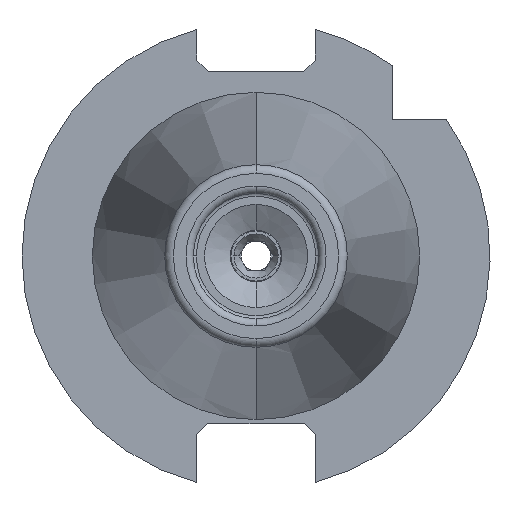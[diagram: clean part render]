
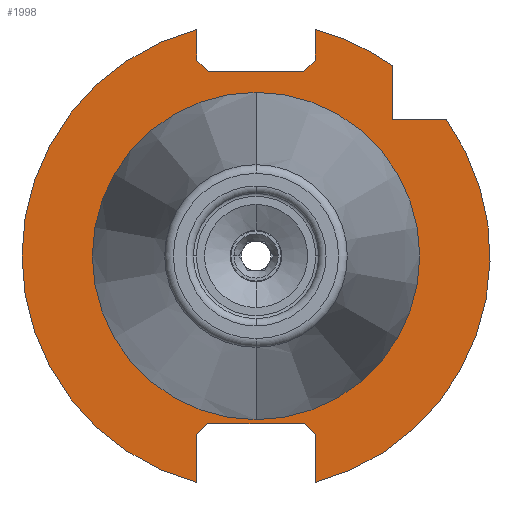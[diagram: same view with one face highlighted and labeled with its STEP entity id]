
A CAD part, left-side view. The second image highlights one B-rep face of the part: STEP entity #1998.
In plain terms, the highlighted planar face has unit normal (-1, 0, 0).
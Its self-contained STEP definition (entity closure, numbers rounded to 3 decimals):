
#331 = EDGE_CURVE ( 'NONE', #675, #653, #2893, .T. ) ;
#333 = EDGE_CURVE ( 'NONE', #589, #566, #2895, .T. ) ;
#334 = EDGE_CURVE ( 'NONE', #656, #676, #2894, .T. ) ;
#335 = EDGE_CURVE ( 'NONE', #676, #622, #2898, .T. ) ;
#336 = EDGE_CURVE ( 'NONE', #615, #677, #2900, .T. ) ;
#337 = EDGE_CURVE ( 'NONE', #677, #675, #2902, .T. ) ;
#338 = EDGE_CURVE ( 'NONE', #653, #678, #2904, .T. ) ;
#339 = EDGE_CURVE ( 'NONE', #678, #679, #2906, .T. ) ;
#340 = EDGE_CURVE ( 'NONE', #679, #680, #2908, .T. ) ;
#341 = EDGE_CURVE ( 'NONE', #680, #681, #2910, .T. ) ;
#342 = EDGE_CURVE ( 'NONE', #681, #642, #2912, .T. ) ;
#354 = CARTESIAN_POINT ( 'NONE',  ( 71.6, 0., -22.225 ) ) ;
#383 = CARTESIAN_POINT ( 'NONE',  ( 71.6, 0., 22.225 ) ) ;
#566 = VERTEX_POINT ( 'NONE', #383 ) ;
#589 = VERTEX_POINT ( 'NONE', #354 ) ;
#615 = VERTEX_POINT ( 'NONE', #1103 ) ;
#621 = VERTEX_POINT ( 'NONE', #1096 ) ;
#622 = VERTEX_POINT ( 'NONE', #1095 ) ;
#642 = VERTEX_POINT ( 'NONE', #1066 ) ;
#653 = VERTEX_POINT ( 'NONE', #1816 ) ;
#656 = VERTEX_POINT ( 'NONE', #1807 ) ;
#674 = VERTEX_POINT ( 'NONE', #1819 ) ;
#675 = VERTEX_POINT ( 'NONE', #1818 ) ;
#676 = VERTEX_POINT ( 'NONE', #1817 ) ;
#677 = VERTEX_POINT ( 'NONE', #1815 ) ;
#678 = VERTEX_POINT ( 'NONE', #1814 ) ;
#679 = VERTEX_POINT ( 'NONE', #1813 ) ;
#680 = VERTEX_POINT ( 'NONE', #1811 ) ;
#681 = VERTEX_POINT ( 'NONE', #1809 ) ;
#682 = VERTEX_POINT ( 'NONE', #1808 ) ;
#755 = EDGE_CURVE ( 'NONE', #566, #589, #2924, .T. ) ;
#801 = EDGE_CURVE ( 'NONE', #622, #615, #2977, .T. ) ;
#830 = EDGE_CURVE ( 'NONE', #642, #621, #3009, .T. ) ;
#965 = AXIS2_PLACEMENT_3D ( 'NONE', #1171, #1169, #1168 ) ;
#966 = AXIS2_PLACEMENT_3D ( 'NONE', #1163, #1161, #1160 ) ;
#976 = AXIS2_PLACEMENT_3D ( 'NONE', #3940, #3941, #3942 ) ;
#998 = AXIS2_PLACEMENT_3D ( 'NONE', #4083, #4084, #4085 ) ;
#999 = EDGE_CURVE ( 'NONE', #621, #674, #3191, .T. ) ;
#1000 = EDGE_CURVE ( 'NONE', #674, #682, #3194, .T. ) ;
#1001 = EDGE_CURVE ( 'NONE', #682, #656, #3196, .T. ) ;
#1066 = CARTESIAN_POINT ( 'NONE',  ( 71.6, 8.05, 30.738 ) ) ;
#1095 = CARTESIAN_POINT ( 'NONE',  ( 71.6, -8.05, -30.738 ) ) ;
#1096 = CARTESIAN_POINT ( 'NONE',  ( 71.6, 8.05, -30.738 ) ) ;
#1103 = CARTESIAN_POINT ( 'NONE',  ( 71.6, -25.834, 18.5 ) ) ;
#1139 = DIRECTION ( 'NONE',  ( 0., 0., 1. ) ) ;
#1141 = CARTESIAN_POINT ( 'NONE',  ( 71.6, 8.05, 0. ) ) ;
#1142 = DIRECTION ( 'NONE',  ( 0., 0.707, 0.707 ) ) ;
#1143 = CARTESIAN_POINT ( 'NONE',  ( 71.6, 1.838, 20.388 ) ) ;
#1144 = DIRECTION ( 'NONE',  ( 0., 1., 0. ) ) ;
#1146 = CARTESIAN_POINT ( 'NONE',  ( 71.6, 22.225, 25. ) ) ;
#1147 = DIRECTION ( 'NONE',  ( 0., 0.707, -0.707 ) ) ;
#1148 = CARTESIAN_POINT ( 'NONE',  ( 71.6, 20.388, -1.837 ) ) ;
#1150 = DIRECTION ( 'NONE',  ( 0., 0., -1. ) ) ;
#1151 = CARTESIAN_POINT ( 'NONE',  ( 71.6, -8.05, 0. ) ) ;
#1153 = DIRECTION ( 'NONE',  ( 0., 0., 1. ) ) ;
#1154 = CARTESIAN_POINT ( 'NONE',  ( 71.6, -18.5, 0. ) ) ;
#1155 = DIRECTION ( 'NONE',  ( 0., 1., 0. ) ) ;
#1157 = CARTESIAN_POINT ( 'NONE',  ( 71.6, 22.225, 18.5 ) ) ;
#1158 = DIRECTION ( 'NONE',  ( 0., 0., -1. ) ) ;
#1159 = CARTESIAN_POINT ( 'NONE',  ( 71.6, -8.05, 0. ) ) ;
#1160 = DIRECTION ( 'NONE',  ( 0., 0., 1. ) ) ;
#1161 = DIRECTION ( 'NONE',  ( -1., 0., 0. ) ) ;
#1163 = CARTESIAN_POINT ( 'NONE',  ( 71.6, 0., 0. ) ) ;
#1164 = CARTESIAN_POINT ( 'NONE',  ( 71.6, 19.238, 2.987 ) ) ;
#1168 = DIRECTION ( 'NONE',  ( 0., 0., 1. ) ) ;
#1169 = DIRECTION ( 'NONE',  ( -1., 0., 0. ) ) ;
#1171 = CARTESIAN_POINT ( 'NONE',  ( 71.6, 0., 0. ) ) ;
#1173 = DIRECTION ( 'NONE',  ( 0., -0.707, -0.707 ) ) ;
#1563 = CARTESIAN_POINT ( 'NONE',  ( 71.6, 22.225, 0. ) ) ;
#1566 = PLANE ( 'NONE',  #1710 ) ;
#1568 = DIRECTION ( 'NONE',  ( 1., 0., 0. ) ) ;
#1569 = DIRECTION ( 'NONE',  ( 0., 0., -1. ) ) ;
#1710 = AXIS2_PLACEMENT_3D ( 'NONE', #1563, #1568, #1569 ) ;
#1807 = CARTESIAN_POINT ( 'NONE',  ( 71.6, -6.55, -22.8 ) ) ;
#1808 = CARTESIAN_POINT ( 'NONE',  ( 71.6, 6.55, -22.8 ) ) ;
#1809 = CARTESIAN_POINT ( 'NONE',  ( 71.6, 8.05, 26.6 ) ) ;
#1811 = CARTESIAN_POINT ( 'NONE',  ( 71.6, 6.45, 25. ) ) ;
#1813 = CARTESIAN_POINT ( 'NONE',  ( 71.6, -6.45, 25. ) ) ;
#1814 = CARTESIAN_POINT ( 'NONE',  ( 71.6, -8.05, 26.6 ) ) ;
#1815 = CARTESIAN_POINT ( 'NONE',  ( 71.6, -18.5, 18.5 ) ) ;
#1816 = CARTESIAN_POINT ( 'NONE',  ( 71.6, -8.05, 30.738 ) ) ;
#1817 = CARTESIAN_POINT ( 'NONE',  ( 71.6, -8.05, -24.3 ) ) ;
#1818 = CARTESIAN_POINT ( 'NONE',  ( 71.6, -18.5, 25.834 ) ) ;
#1819 = CARTESIAN_POINT ( 'NONE',  ( 71.6, 8.05, -24.3 ) ) ;
#1847 = ORIENTED_EDGE ( 'NONE', *, *, #337, .T. ) ;
#1848 = ORIENTED_EDGE ( 'NONE', *, *, #1000, .T. ) ;
#1849 = ORIENTED_EDGE ( 'NONE', *, *, #1001, .T. ) ;
#1850 = ORIENTED_EDGE ( 'NONE', *, *, #335, .T. ) ;
#1851 = ORIENTED_EDGE ( 'NONE', *, *, #755, .F. ) ;
#1853 = ORIENTED_EDGE ( 'NONE', *, *, #333, .F. ) ;
#1855 = ORIENTED_EDGE ( 'NONE', *, *, #336, .T. ) ;
#1856 = ORIENTED_EDGE ( 'NONE', *, *, #801, .T. ) ;
#1859 = ORIENTED_EDGE ( 'NONE', *, *, #334, .T. ) ;
#1860 = ORIENTED_EDGE ( 'NONE', *, *, #331, .T. ) ;
#1861 = ORIENTED_EDGE ( 'NONE', *, *, #341, .T. ) ;
#1866 = ORIENTED_EDGE ( 'NONE', *, *, #342, .T. ) ;
#1868 = ORIENTED_EDGE ( 'NONE', *, *, #338, .T. ) ;
#1869 = ORIENTED_EDGE ( 'NONE', *, *, #339, .T. ) ;
#1873 = ORIENTED_EDGE ( 'NONE', *, *, #340, .T. ) ;
#1874 = ORIENTED_EDGE ( 'NONE', *, *, #830, .T. ) ;
#1875 = ORIENTED_EDGE ( 'NONE', *, *, #999, .T. ) ;
#1998 = ADVANCED_FACE ( 'NONE', ( #3481, #3488 ), #1566, .F. ) ;
#2186 = DIRECTION ( 'NONE',  ( 0., 0., 1. ) ) ;
#2187 = CARTESIAN_POINT ( 'NONE',  ( 71.6, 8.05, 0. ) ) ;
#2191 = CARTESIAN_POINT ( 'NONE',  ( 71.6, 2.988, -19.238 ) ) ;
#2192 = DIRECTION ( 'NONE',  ( 0., -0.707, 0.707 ) ) ;
#2193 = CARTESIAN_POINT ( 'NONE',  ( 71.6, 22.225, -22.8 ) ) ;
#2194 = DIRECTION ( 'NONE',  ( 0., -1., 0. ) ) ;
#2792 = EDGE_LOOP ( 'NONE', ( #1851, #1853 ) ) ;
#2824 = EDGE_LOOP ( 'NONE', ( #1859, #1850, #1856, #1855, #1847, #1860, #1868, #1869, #1873, #1861, #1866, #1874, #1875, #1848, #1849 ) ) ;
#2893 = CIRCLE ( 'NONE', #965, 31.775 ) ;
#2894 = LINE ( 'NONE', #1164, #2899 ) ;
#2895 = CIRCLE ( 'NONE', #966, 22.225 ) ;
#2898 = LINE ( 'NONE', #1159, #2901 ) ;
#2899 = VECTOR ( 'NONE', #1173, 1000. ) ;
#2900 = LINE ( 'NONE', #1157, #2903 ) ;
#2901 = VECTOR ( 'NONE', #1158, 1000. ) ;
#2902 = LINE ( 'NONE', #1154, #2905 ) ;
#2903 = VECTOR ( 'NONE', #1155, 1000. ) ;
#2904 = LINE ( 'NONE', #1151, #2907 ) ;
#2905 = VECTOR ( 'NONE', #1153, 1000. ) ;
#2906 = LINE ( 'NONE', #1148, #2909 ) ;
#2907 = VECTOR ( 'NONE', #1150, 1000. ) ;
#2908 = LINE ( 'NONE', #1146, #2911 ) ;
#2909 = VECTOR ( 'NONE', #1147, 1000. ) ;
#2910 = LINE ( 'NONE', #1143, #2913 ) ;
#2911 = VECTOR ( 'NONE', #1144, 1000. ) ;
#2912 = LINE ( 'NONE', #1141, #2915 ) ;
#2913 = VECTOR ( 'NONE', #1142, 1000. ) ;
#2915 = VECTOR ( 'NONE', #1139, 1000. ) ;
#2924 = CIRCLE ( 'NONE', #976, 22.225 ) ;
#2977 = CIRCLE ( 'NONE', #998, 31.775 ) ;
#3009 = CIRCLE ( 'NONE', #3659, 31.775 ) ;
#3191 = LINE ( 'NONE', #2187, #3195 ) ;
#3194 = LINE ( 'NONE', #2191, #3197 ) ;
#3195 = VECTOR ( 'NONE', #2186, 1000. ) ;
#3196 = LINE ( 'NONE', #2193, #3199 ) ;
#3197 = VECTOR ( 'NONE', #2192, 1000. ) ;
#3199 = VECTOR ( 'NONE', #2194, 1000. ) ;
#3481 = FACE_BOUND ( 'NONE', #2792, .T. ) ;
#3488 = FACE_OUTER_BOUND ( 'NONE', #2824, .T. ) ;
#3659 = AXIS2_PLACEMENT_3D ( 'NONE', #4176, #4177, #4178 ) ;
#3940 = CARTESIAN_POINT ( 'NONE',  ( 71.6, 0., 0. ) ) ;
#3941 = DIRECTION ( 'NONE',  ( -1., 0., 0. ) ) ;
#3942 = DIRECTION ( 'NONE',  ( 0., 0., 1. ) ) ;
#4083 = CARTESIAN_POINT ( 'NONE',  ( 71.6, 0., 0. ) ) ;
#4084 = DIRECTION ( 'NONE',  ( -1., 0., 0. ) ) ;
#4085 = DIRECTION ( 'NONE',  ( 0., 0., 1. ) ) ;
#4176 = CARTESIAN_POINT ( 'NONE',  ( 71.6, 0., 0. ) ) ;
#4177 = DIRECTION ( 'NONE',  ( -1., 0., 0. ) ) ;
#4178 = DIRECTION ( 'NONE',  ( 0., 0., 1. ) ) ;
